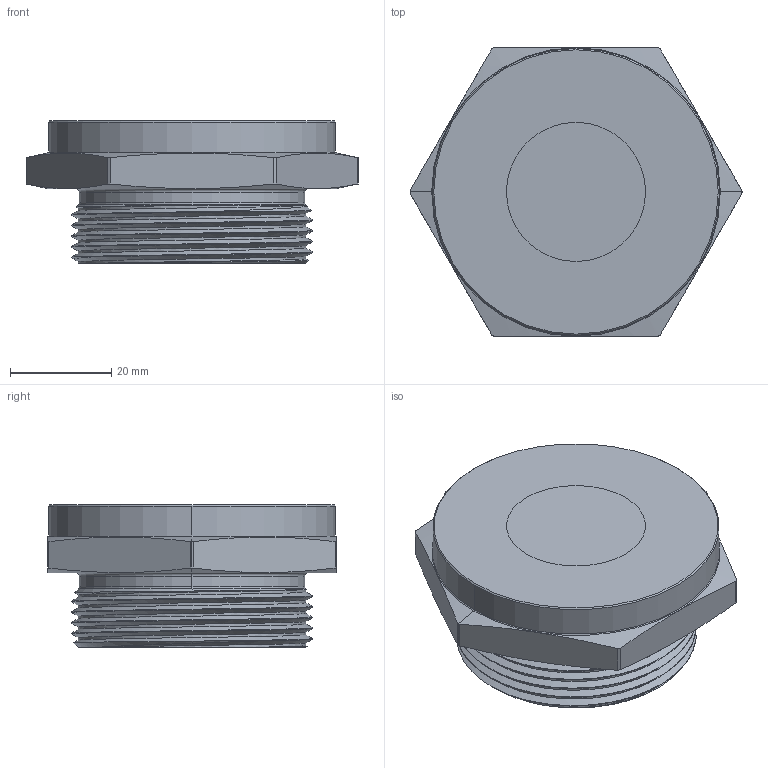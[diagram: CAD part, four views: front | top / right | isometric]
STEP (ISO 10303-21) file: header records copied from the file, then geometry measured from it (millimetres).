
FILE_DESCRIPTION (( 'STEP AP214' ), '1' );
FILE_NAME ('403103.step', '2013-08-19T22:22:34', ( '' ), ( '' ), 'SwSTEP 2.0', 'SolidWorks 2012', '' );
FILE_SCHEMA (( 'AUTOMOTIVE_DESIGN' ));
Length unit declared in the file: inch
Products named in the file (1): 403103
Bounding box: 65.69 x 57.15 x 28.19 mm (x, y, z)
Volume: 49044.5 mm3; surface area: 14490.2 mm2
Topology: 2 solids, 2 shells, 56 faces, 137 edges, 86 vertices
Faces by surface type: cylinder 24, cone 12, plane 11, torus 6, bspline 3
Entity records: 3286 total; most frequent: CARTESIAN_POINT 1988, ORIENTED_EDGE 274, DIRECTION 252, EDGE_CURVE 137, AXIS2_PLACEMENT_3D 106, VERTEX_POINT 86, EDGE_LOOP 59, ADVANCED_FACE 56
